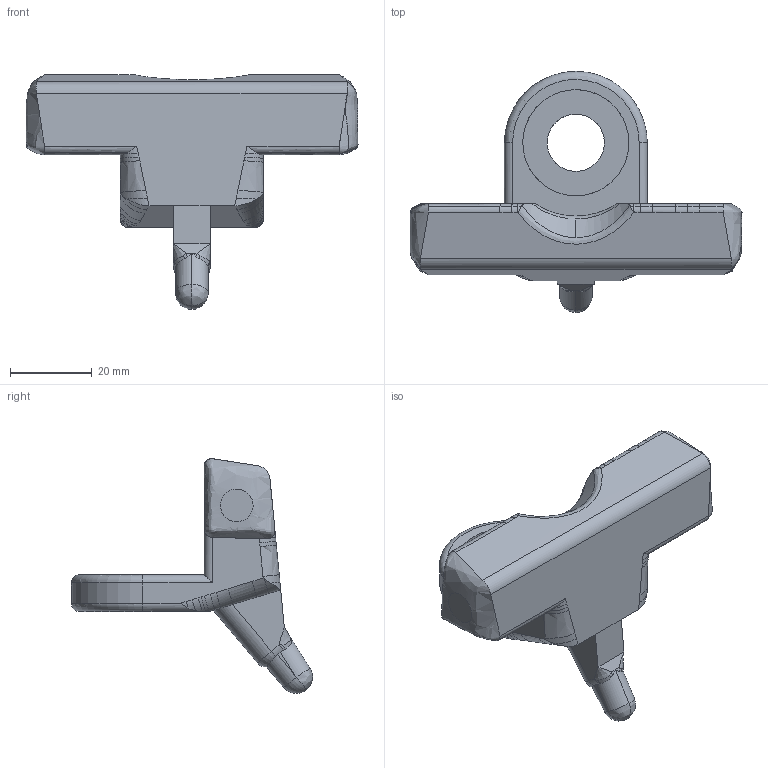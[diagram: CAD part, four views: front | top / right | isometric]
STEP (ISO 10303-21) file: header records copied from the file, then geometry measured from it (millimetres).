
FILE_DESCRIPTION (( 'STEP AP214' ), '1' );
FILE_NAME ('Patin Modelo Nuevo.STEP', '2025-04-30T20:32:05', ( 'usuario' ), ( 'Windows 7 PoInT' ), 'SwSTEP 2.0', 'SolidWorks 2008', '' );
FILE_SCHEMA (( 'AUTOMOTIVE_DESIGN' ));
Length unit declared in the file: millimetre
Products named in the file (1): Patin Modelo Nuevo
Bounding box: 81.34 x 59.08 x 57.55 mm (x, y, z)
Volume: 40012.4 mm3; surface area: 10975.7 mm2
Topology: 1 solids, 1 shells, 135 faces, 363 edges, 232 vertices
Faces by surface type: bspline 76, cylinder 30, plane 23, torus 6
Entity records: 11200 total; most frequent: CARTESIAN_POINT 8644, ORIENTED_EDGE 722, EDGE_CURVE 361, DIRECTION 254, VERTEX_POINT 232, B_SPLINE_CURVE_WITH_KNOTS 182, EDGE_LOOP 141, ADVANCED_FACE 135
